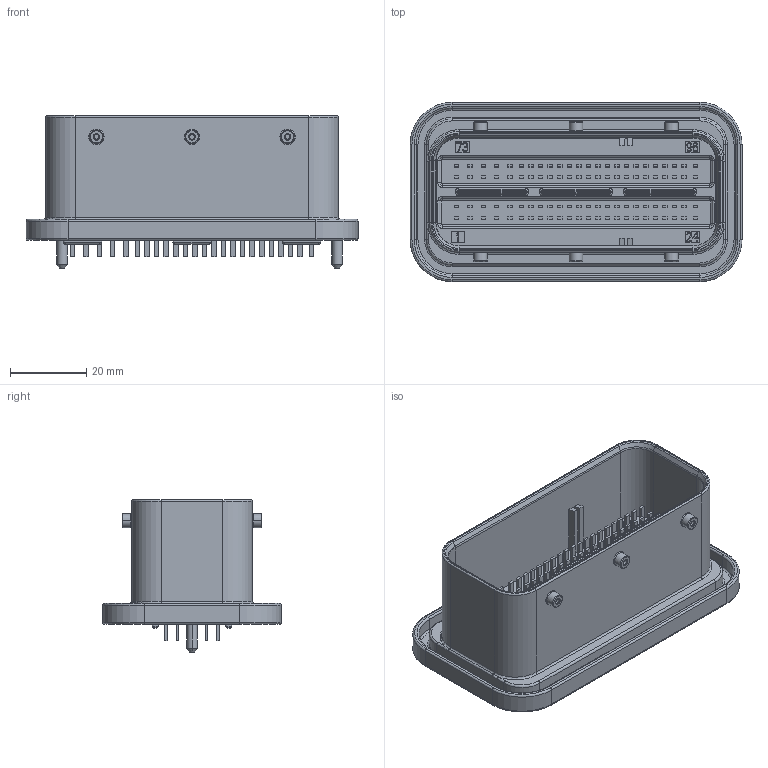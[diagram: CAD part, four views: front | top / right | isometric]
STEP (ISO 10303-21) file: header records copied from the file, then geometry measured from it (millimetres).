
FILE_DESCRIPTION((''),'2;1');
FILE_NAME('C-2035160-2','2012-03-09T',('workeradm'),('Tyco Electronics Ltd.'),'PRO/ENGINEER BY PARAMETRIC TECHNOLOGY CORPORATION, 2010430','PRO/ENGINEER BY PARAMETRIC TECHNOLOGY CORPORATION, 2010430','');
FILE_SCHEMA(('AUTOMOTIVE_DESIGN { 1 0 10303 214 1 1 1 1 }'));
Length unit declared in the file: millimetre
Products named in the file (1): C-2035160-2
Bounding box: 86.88 x 46.88 x 39.87 mm (x, y, z)
Volume: 33833.2 mm3; surface area: 28747.8 mm2
Topology: 1 solids, 1 shells, 1775 faces, 4271 edges, 2726 vertices
Faces by surface type: plane 1353, cylinder 246, torus 96, bspline 36, sphere 36, cone 8
Entity records: 52261 total; most frequent: CARTESIAN_POINT 10423, ORIENTED_EDGE 8542, DIRECTION 8287, EDGE_CURVE 4271, VECTOR 3613, LINE 3613, VERTEX_POINT 2726, AXIS2_PLACEMENT_3D 2337
